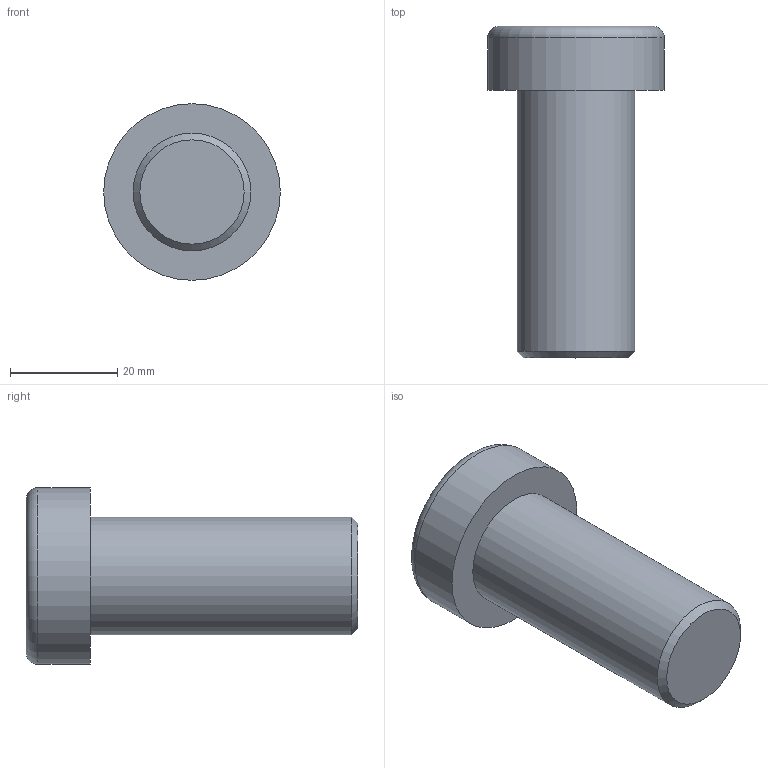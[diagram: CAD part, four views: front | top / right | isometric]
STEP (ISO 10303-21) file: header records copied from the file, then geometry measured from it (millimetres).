
FILE_DESCRIPTION (( 'STEP AP214' ), '1' );
FILE_NAME ('DIN 7984_M22x50.STEP', '2023-05-19T08:02:38', ( '' ), ( '' ), 'SwSTEP 2.0', 'SolidWorks 2020', '' );
FILE_SCHEMA (( 'AUTOMOTIVE_DESIGN' ));
Length unit declared in the file: millimetre
Products named in the file (1): DIN 7984_M22x50
Bounding box: 33 x 62 x 33 mm (x, y, z)
Volume: 27769.2 mm3; surface area: 6632.3 mm2
Topology: 1 solids, 1 shells, 20 faces, 35 edges, 19 vertices
Faces by surface type: plane 10, torus 7, cylinder 2, cone 1
Full cylindrical faces by diameter (mm): 22 x1, 33 x1
Entity records: 537 total; most frequent: CARTESIAN_POINT 135, DIRECTION 78, ORIENTED_EDGE 60, AXIS2_PLACEMENT_3D 33, EDGE_CURVE 30, EDGE_LOOP 26, FACE_OUTER_BOUND 23, ADVANCED_FACE 20
